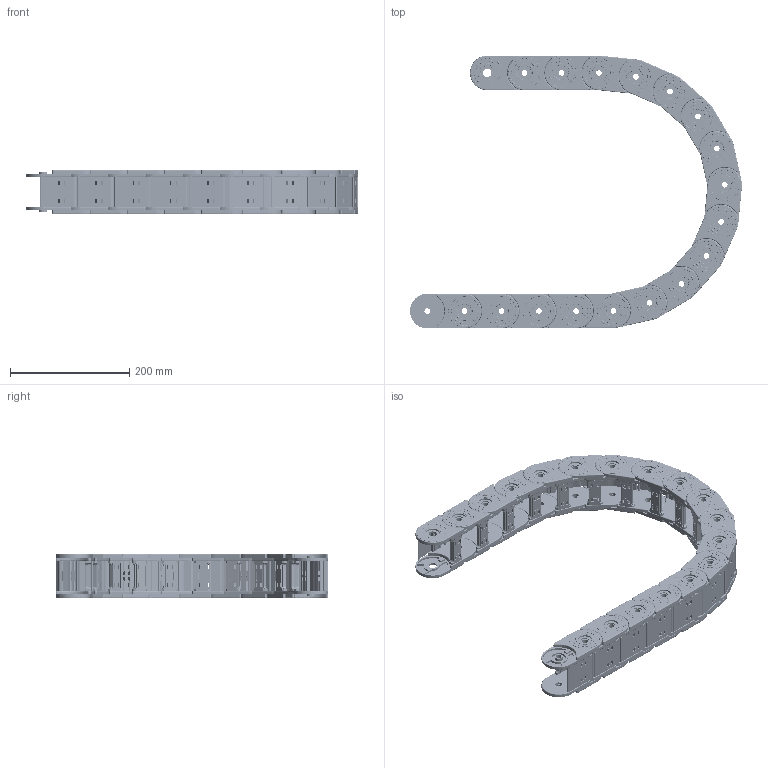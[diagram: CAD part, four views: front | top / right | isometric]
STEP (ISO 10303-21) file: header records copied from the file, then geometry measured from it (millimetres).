
FILE_DESCRIPTION (( 'STEP AP214' ), '1' );
FILE_NAME ('CK42-Y050-R200.STEP', '2019-09-10T06:55:07', ( '' ), ( '' ), 'SwSTEP 2.0', 'SolidWorks 2017', '' );
FILE_SCHEMA (( 'AUTOMOTIVE_DESIGN' ));
Length unit declared in the file: millimetre
Products named in the file (2): CK42-Y050; CK42-Y050-R200
Assembly tree (18 placements, depth 2):
  CK42-Y050-R200
    CK42-Y050  x18
Bounding box: 557.61 x 458 x 74.8 mm (x, y, z)
Volume: 1475055.1 mm3; surface area: 944690.1 mm2
Topology: 72 solids, 72 shells, 12168 faces, 31788 edges, 20160 vertices
Faces by surface type: cylinder 5184, plane 5004, bspline 1404, torus 360, sphere 216
Entity records: 35568 total; most frequent: CARTESIAN_POINT 20136, ORIENTED_EDGE 3500, DIRECTION 2618, EDGE_CURVE 1750, VERTEX_POINT 1120, VECTOR 948, LINE 948, AXIS2_PLACEMENT_3D 835
